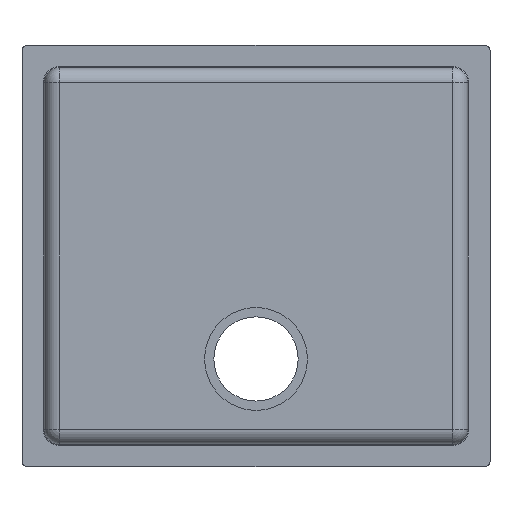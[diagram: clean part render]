
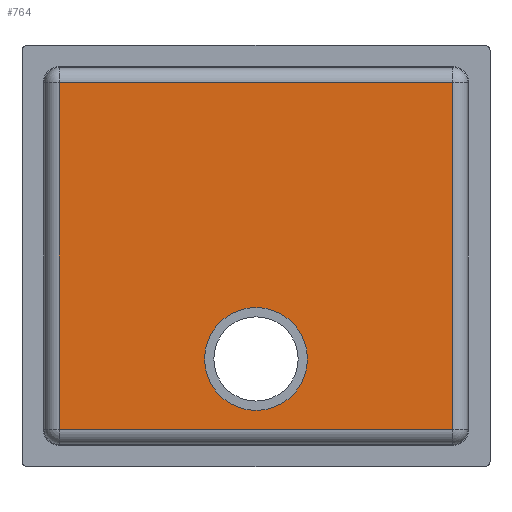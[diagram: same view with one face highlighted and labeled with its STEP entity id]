
A CAD part, front view. The second image highlights one B-rep face of the part: STEP entity #764.
In plain terms, the highlighted planar face has unit normal (0, -1, 0).
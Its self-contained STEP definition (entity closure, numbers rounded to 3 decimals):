
#28 = LINE ( 'NONE', #1344, #530 ) ;
#153 = CARTESIAN_POINT ( 'NONE',  ( 210., -200., 201.2 ) ) ;
#259 = LINE ( 'NONE', #2021, #1438 ) ;
#272 = ORIENTED_EDGE ( 'NONE', *, *, #1640, .F. ) ;
#288 = EDGE_CURVE ( 'NONE', #1776, #2204, #28, .T. ) ;
#348 = LINE ( 'NONE', #153, #1051 ) ;
#355 = EDGE_CURVE ( 'NONE', #2331, #1776, #1395, .T. ) ;
#530 = VECTOR ( 'NONE', #1551, 1000. ) ;
#543 = DIRECTION ( 'NONE',  ( 0., -1., 0. ) ) ;
#583 = DIRECTION ( 'NONE',  ( 0., -1., 0. ) ) ;
#608 = VECTOR ( 'NONE', #750, 1000. ) ;
#750 = DIRECTION ( 'NONE',  ( -1., 0., 0. ) ) ;
#758 = FACE_OUTER_BOUND ( 'NONE', #1088, .T. ) ;
#764 = ADVANCED_FACE ( 'NONE', ( #2525, #758 ), #1547, .T. ) ;
#777 = CIRCLE ( 'NONE', #1350, 55. ) ;
#1031 = VERTEX_POINT ( 'NONE', #2473 ) ;
#1051 = VECTOR ( 'NONE', #1892, 1000. ) ;
#1088 = EDGE_LOOP ( 'NONE', ( #1546, #1434, #2011, #2398 ) ) ;
#1116 = DIRECTION ( 'NONE',  ( 0., -1., 0. ) ) ;
#1166 = EDGE_LOOP ( 'NONE', ( #272, #1653 ) ) ;
#1323 = DIRECTION ( 'NONE',  ( 0., 0., -1. ) ) ;
#1344 = CARTESIAN_POINT ( 'NONE',  ( -210., -200., -201.2 ) ) ;
#1350 = AXIS2_PLACEMENT_3D ( 'NONE', #1948, #1116, #1900 ) ;
#1391 = CIRCLE ( 'NONE', #1685, 55. ) ;
#1395 = LINE ( 'NONE', #2179, #608 ) ;
#1434 = ORIENTED_EDGE ( 'NONE', *, *, #355, .T. ) ;
#1438 = VECTOR ( 'NONE', #1816, 1000. ) ;
#1451 = CARTESIAN_POINT ( 'NONE',  ( 210., -200., 185. ) ) ;
#1460 = CARTESIAN_POINT ( 'NONE',  ( -210., -200., 185. ) ) ;
#1546 = ORIENTED_EDGE ( 'NONE', *, *, #2070, .T. ) ;
#1547 = PLANE ( 'NONE',  #2032 ) ;
#1551 = DIRECTION ( 'NONE',  ( 0., 0., -1. ) ) ;
#1570 = CARTESIAN_POINT ( 'NONE',  ( 0., -200., -165. ) ) ;
#1626 = EDGE_CURVE ( 'NONE', #2462, #2219, #777, .T. ) ;
#1640 = EDGE_CURVE ( 'NONE', #2219, #2462, #1391, .T. ) ;
#1653 = ORIENTED_EDGE ( 'NONE', *, *, #1626, .F. ) ;
#1685 = AXIS2_PLACEMENT_3D ( 'NONE', #1708, #543, #1323 ) ;
#1708 = CARTESIAN_POINT ( 'NONE',  ( 0., -200., -110. ) ) ;
#1734 = CARTESIAN_POINT ( 'NONE',  ( -210., -200., -185. ) ) ;
#1776 = VERTEX_POINT ( 'NONE', #1460 ) ;
#1816 = DIRECTION ( 'NONE',  ( 1., 0., 0. ) ) ;
#1892 = DIRECTION ( 'NONE',  ( 0., 0., 1. ) ) ;
#1900 = DIRECTION ( 'NONE',  ( 0., 0., -1. ) ) ;
#1948 = CARTESIAN_POINT ( 'NONE',  ( 0., -200., -110. ) ) ;
#2011 = ORIENTED_EDGE ( 'NONE', *, *, #288, .T. ) ;
#2021 = CARTESIAN_POINT ( 'NONE',  ( 226.2, -200., -185. ) ) ;
#2032 = AXIS2_PLACEMENT_3D ( 'NONE', #2329, #583, #2342 ) ;
#2070 = EDGE_CURVE ( 'NONE', #1031, #2331, #348, .T. ) ;
#2179 = CARTESIAN_POINT ( 'NONE',  ( -226.2, -200., 185. ) ) ;
#2204 = VERTEX_POINT ( 'NONE', #1734 ) ;
#2219 = VERTEX_POINT ( 'NONE', #2518 ) ;
#2329 = CARTESIAN_POINT ( 'NONE',  ( 0., -200., 0. ) ) ;
#2331 = VERTEX_POINT ( 'NONE', #1451 ) ;
#2342 = DIRECTION ( 'NONE',  ( 0., 0., -1. ) ) ;
#2398 = ORIENTED_EDGE ( 'NONE', *, *, #2434, .T. ) ;
#2434 = EDGE_CURVE ( 'NONE', #2204, #1031, #259, .T. ) ;
#2462 = VERTEX_POINT ( 'NONE', #1570 ) ;
#2473 = CARTESIAN_POINT ( 'NONE',  ( 210., -200., -185. ) ) ;
#2518 = CARTESIAN_POINT ( 'NONE',  ( 0., -200., -55. ) ) ;
#2525 = FACE_BOUND ( 'NONE', #1166, .T. ) ;
